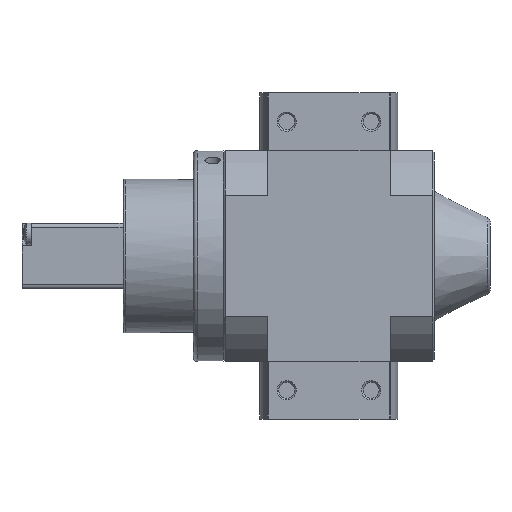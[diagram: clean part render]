
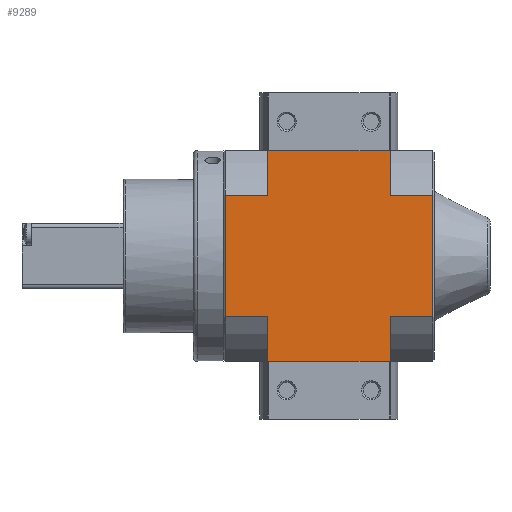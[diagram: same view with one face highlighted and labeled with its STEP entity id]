
A CAD part, left-side view. The second image highlights one B-rep face of the part: STEP entity #9289.
In plain terms, the highlighted face is planar.
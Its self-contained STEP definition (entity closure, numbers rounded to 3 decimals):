
#191=LINE('',#13269,#729);
#206=LINE('',#13365,#744);
#214=LINE('',#13380,#752);
#215=LINE('',#13383,#753);
#216=LINE('',#13385,#754);
#217=LINE('',#13386,#755);
#218=LINE('',#13388,#756);
#219=LINE('',#13390,#757);
#220=LINE('',#13392,#758);
#221=LINE('',#13394,#759);
#222=LINE('',#13395,#760);
#223=LINE('',#13397,#761);
#729=VECTOR('',#10833,1000.);
#744=VECTOR('',#10892,1000.);
#752=VECTOR('',#10902,1000.);
#753=VECTOR('',#10903,1000.);
#754=VECTOR('',#10904,1000.);
#755=VECTOR('',#10905,1000.);
#756=VECTOR('',#10906,1000.);
#757=VECTOR('',#10907,1000.);
#758=VECTOR('',#10908,1000.);
#759=VECTOR('',#10909,1000.);
#760=VECTOR('',#10910,1000.);
#761=VECTOR('',#10911,1000.);
#1240=PLANE('',#9839);
#1687=ORIENTED_EDGE('',*,*,#3694,.T.);
#1688=ORIENTED_EDGE('',*,*,#3695,.F.);
#1689=ORIENTED_EDGE('',*,*,#3696,.T.);
#1690=ORIENTED_EDGE('',*,*,#3649,.T.);
#1691=ORIENTED_EDGE('',*,*,#3697,.F.);
#1692=ORIENTED_EDGE('',*,*,#3698,.T.);
#1693=ORIENTED_EDGE('',*,*,#3699,.F.);
#1694=ORIENTED_EDGE('',*,*,#3700,.T.);
#1695=ORIENTED_EDGE('',*,*,#3701,.F.);
#1696=ORIENTED_EDGE('',*,*,#3686,.T.);
#1697=ORIENTED_EDGE('',*,*,#3702,.T.);
#1698=ORIENTED_EDGE('',*,*,#3703,.F.);
#3649=EDGE_CURVE('',#4656,#4655,#191,.T.);
#3686=EDGE_CURVE('',#4683,#4682,#206,.T.);
#3694=EDGE_CURVE('',#4689,#4690,#214,.T.);
#3695=EDGE_CURVE('',#4691,#4690,#215,.F.);
#3696=EDGE_CURVE('',#4691,#4656,#216,.T.);
#3697=EDGE_CURVE('',#4692,#4655,#217,.T.);
#3698=EDGE_CURVE('',#4692,#4693,#218,.F.);
#3699=EDGE_CURVE('',#4694,#4693,#219,.T.);
#3700=EDGE_CURVE('',#4694,#4695,#220,.T.);
#3701=EDGE_CURVE('',#4683,#4695,#221,.T.);
#3702=EDGE_CURVE('',#4682,#4696,#222,.T.);
#3703=EDGE_CURVE('',#4689,#4696,#223,.T.);
#4655=VERTEX_POINT('',#13268);
#4656=VERTEX_POINT('',#13270);
#4682=VERTEX_POINT('',#13364);
#4683=VERTEX_POINT('',#13366);
#4689=VERTEX_POINT('',#13381);
#4690=VERTEX_POINT('',#13382);
#4691=VERTEX_POINT('',#13384);
#4692=VERTEX_POINT('',#13387);
#4693=VERTEX_POINT('',#13389);
#4694=VERTEX_POINT('',#13391);
#4695=VERTEX_POINT('',#13393);
#4696=VERTEX_POINT('',#13396);
#5761=EDGE_LOOP('',(#1687,#1688,#1689,#1690,#1691,#1692,#1693,#1694,#1695,
#1696,#1697,#1698));
#6395=FACE_BOUND('',#5761,.T.);
#9289=ADVANCED_FACE('',(#6395),#1240,.T.);
#9839=AXIS2_PLACEMENT_3D('',#13379,#10900,#10901);
#10833=DIRECTION('',(0.,-1.,0.));
#10892=DIRECTION('',(0.,1.,0.));
#10900=DIRECTION('',(0.,0.,1.));
#10901=DIRECTION('',(1.,0.,0.));
#10902=DIRECTION('',(-1.,0.,0.));
#10903=DIRECTION('',(0.,-1.,0.));
#10904=DIRECTION('',(-1.,0.,0.));
#10905=DIRECTION('',(-1.,0.,0.));
#10906=DIRECTION('',(0.,1.,0.));
#10907=DIRECTION('',(-1.,0.,0.));
#10908=DIRECTION('',(0.,1.,0.));
#10909=DIRECTION('',(-1.,0.,0.));
#10910=DIRECTION('',(-1.,0.,0.));
#10911=DIRECTION('',(0.,-1.,0.));
#13268=CARTESIAN_POINT('',(-27.5,-16.,27.5));
#13269=CARTESIAN_POINT('',(-27.5,27.,27.5));
#13270=CARTESIAN_POINT('',(-27.5,16.,27.5));
#13364=CARTESIAN_POINT('',(27.5,16.,27.5));
#13365=CARTESIAN_POINT('',(27.5,-27.,27.5));
#13366=CARTESIAN_POINT('',(27.5,-16.,27.5));
#13379=CARTESIAN_POINT('',(0.,0.,27.5));
#13380=CARTESIAN_POINT('',(33.,27.,27.5));
#13381=CARTESIAN_POINT('',(15.869,27.,27.5));
#13382=CARTESIAN_POINT('',(-15.869,27.,27.5));
#13383=CARTESIAN_POINT('',(-15.869,33.,27.5));
#13384=CARTESIAN_POINT('',(-15.869,16.,27.5));
#13385=CARTESIAN_POINT('',(0.,16.,27.5));
#13386=CARTESIAN_POINT('',(0.,-16.,27.5));
#13387=CARTESIAN_POINT('',(-15.869,-16.,27.5));
#13388=CARTESIAN_POINT('',(-15.869,-33.,27.5));
#13389=CARTESIAN_POINT('',(-15.869,-27.,27.5));
#13390=CARTESIAN_POINT('',(33.,-27.,27.5));
#13391=CARTESIAN_POINT('',(15.869,-27.,27.5));
#13392=CARTESIAN_POINT('',(15.869,-33.,27.5));
#13393=CARTESIAN_POINT('',(15.869,-16.,27.5));
#13394=CARTESIAN_POINT('',(0.,-16.,27.5));
#13395=CARTESIAN_POINT('',(0.,16.,27.5));
#13396=CARTESIAN_POINT('',(15.869,16.,27.5));
#13397=CARTESIAN_POINT('',(15.869,33.,27.5));
